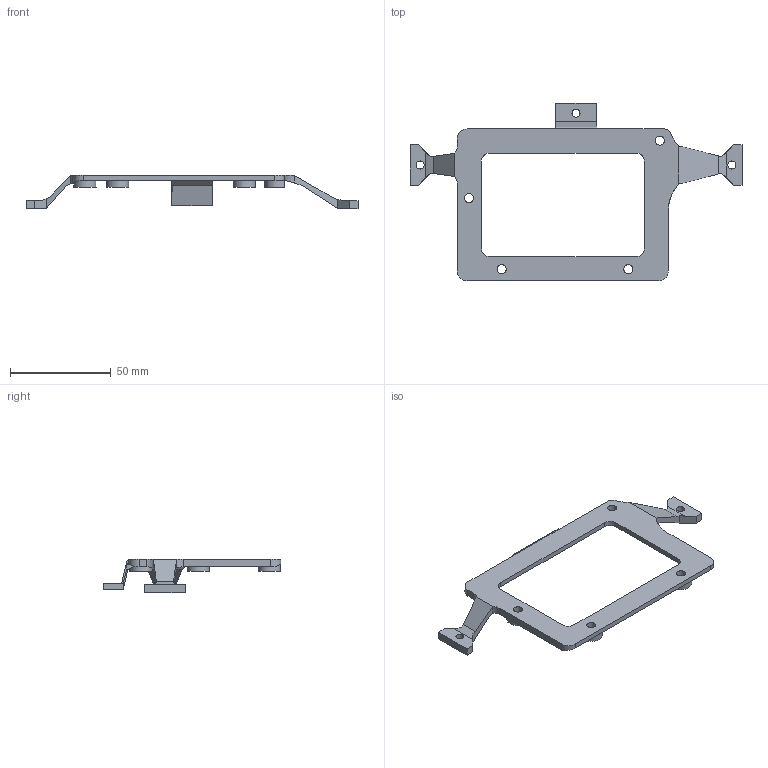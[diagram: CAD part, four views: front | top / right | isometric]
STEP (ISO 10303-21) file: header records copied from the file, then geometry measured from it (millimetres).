
FILE_DESCRIPTION(/* description */ (''),/* implementation_level */ '2;1');
FILE_NAME(/* name */ 'MKSRobinE3 - Attach v2.step',/* time_stamp */ '2023-01-14T14:29:36+08:00',/* author */ (''),/* organization */ (''),/* preprocessor_version */ 'ST-DEVELOPER v19.2',/* originating_system */ 'Autodesk Translation Framework v11.17.0.187',/* authorisation */ '');
FILE_SCHEMA (('AUTOMOTIVE_DESIGN { 1 0 10303 214 3 1 1 }'));
Length unit declared in the file: millimetre
Products named in the file (1): MKSRobinE3 - Attach
Bounding box: 165 x 88.38 x 16.52 mm (x, y, z)
Volume: 14516 mm3; surface area: 13433.4 mm2
Topology: 1 solids, 1 shells, 93 faces, 242 edges, 155 vertices
Faces by surface type: plane 69, cylinder 24
Full cylindrical faces by diameter (mm): 4 x3, 4.5 x4, 11 x3
Entity records: 2890 total; most frequent: CARTESIAN_POINT 491, ORIENTED_EDGE 484, DIRECTION 484, EDGE_CURVE 242, LINE 188, VECTOR 188, VERTEX_POINT 155, AXIS2_PLACEMENT_3D 148
